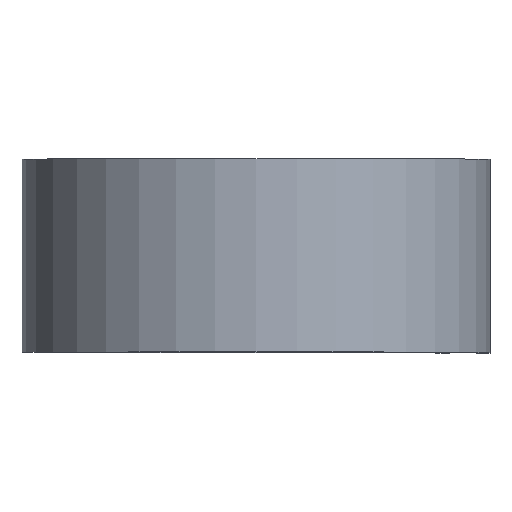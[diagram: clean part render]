
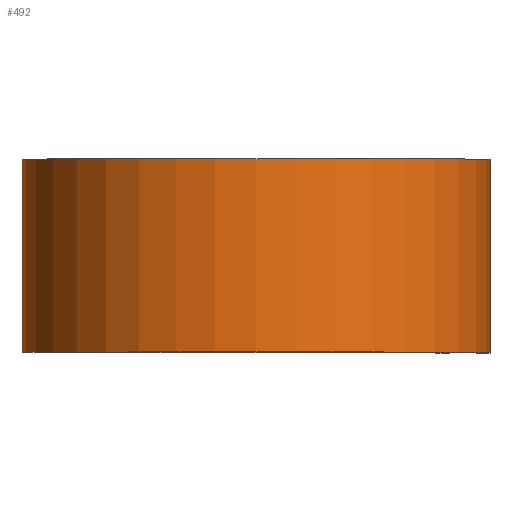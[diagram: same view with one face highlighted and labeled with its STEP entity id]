
A CAD part, top view. The second image highlights one B-rep face of the part: STEP entity #492.
In plain terms, the highlighted cylindrical face has radius 26.924 mm (diameter 53.848 mm), a partial arc.
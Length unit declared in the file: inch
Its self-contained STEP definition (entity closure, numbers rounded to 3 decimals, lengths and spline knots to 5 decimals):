
#9 = ORIENTED_EDGE ( 'NONE', *, *, #565, .F. ) ;
#15 = ORIENTED_EDGE ( 'NONE', *, *, #630, .T. ) ;
#18 = LINE ( 'NONE', #131, #89 ) ;
#20 = FACE_OUTER_BOUND ( 'NONE', #244, .T. ) ;
#79 = CYLINDRICAL_SURFACE ( 'NONE', #81, 1.06 ) ;
#81 = AXIS2_PLACEMENT_3D ( 'NONE', #136, #286, #217 ) ;
#89 = VECTOR ( 'NONE', #390, 39.37008 ) ;
#93 = EDGE_CURVE ( 'NONE', #514, #123, #424, .T. ) ;
#100 = DIRECTION ( 'NONE',  ( 0., -1., 0. ) ) ;
#117 = CARTESIAN_POINT ( 'NONE',  ( 0., 0.4375, -1.06 ) ) ;
#123 = VERTEX_POINT ( 'NONE', #343 ) ;
#125 = AXIS2_PLACEMENT_3D ( 'NONE', #328, #374, #422 ) ;
#131 = CARTESIAN_POINT ( 'NONE',  ( 1.06, 0.4375, 0. ) ) ;
#136 = CARTESIAN_POINT ( 'NONE',  ( 0., 0.4375, 0. ) ) ;
#217 = DIRECTION ( 'NONE',  ( 0., 0., -1. ) ) ;
#231 = CARTESIAN_POINT ( 'NONE',  ( 0., -0.4375, -1.06 ) ) ;
#244 = EDGE_LOOP ( 'NONE', ( #551, #261, #9, #15 ) ) ;
#255 = AXIS2_PLACEMENT_3D ( 'NONE', #429, #512, #386 ) ;
#261 = ORIENTED_EDGE ( 'NONE', *, *, #520, .F. ) ;
#267 = VECTOR ( 'NONE', #100, 39.37008 ) ;
#284 = LINE ( 'NONE', #313, #267 ) ;
#286 = DIRECTION ( 'NONE',  ( 0., -1., 0. ) ) ;
#313 = CARTESIAN_POINT ( 'NONE',  ( 0., 0.4375, -1.06 ) ) ;
#328 = CARTESIAN_POINT ( 'NONE',  ( 0., 0.4375, 0. ) ) ;
#343 = CARTESIAN_POINT ( 'NONE',  ( 1.06, -0.4375, 0. ) ) ;
#369 = CARTESIAN_POINT ( 'NONE',  ( 1.06, 0.4375, 0. ) ) ;
#374 = DIRECTION ( 'NONE',  ( 0., 1., 0. ) ) ;
#386 = DIRECTION ( 'NONE',  ( 1., 0., 0. ) ) ;
#390 = DIRECTION ( 'NONE',  ( 0., -1., 0. ) ) ;
#422 = DIRECTION ( 'NONE',  ( 1., 0., 0. ) ) ;
#424 = CIRCLE ( 'NONE', #255, 1.06 ) ;
#429 = CARTESIAN_POINT ( 'NONE',  ( 0., -0.4375, 0. ) ) ;
#492 = ADVANCED_FACE ( 'NONE', ( #20 ), #79, .T. ) ;
#499 = VERTEX_POINT ( 'NONE', #117 ) ;
#512 = DIRECTION ( 'NONE',  ( 0., 1., 0. ) ) ;
#514 = VERTEX_POINT ( 'NONE', #231 ) ;
#520 = EDGE_CURVE ( 'NONE', #609, #123, #18, .T. ) ;
#551 = ORIENTED_EDGE ( 'NONE', *, *, #93, .T. ) ;
#565 = EDGE_CURVE ( 'NONE', #499, #609, #626, .T. ) ;
#609 = VERTEX_POINT ( 'NONE', #369 ) ;
#626 = CIRCLE ( 'NONE', #125, 1.06 ) ;
#630 = EDGE_CURVE ( 'NONE', #499, #514, #284, .T. ) ;
